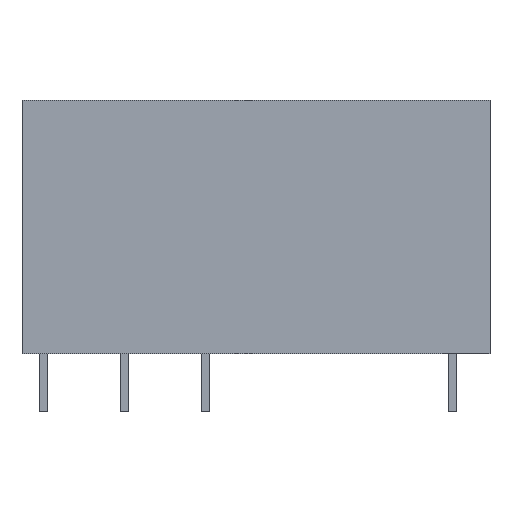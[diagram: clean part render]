
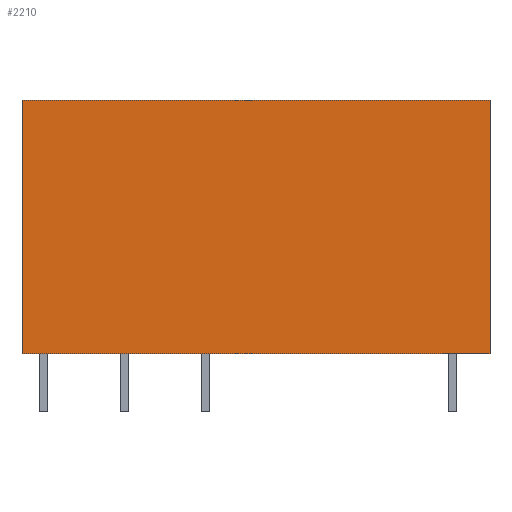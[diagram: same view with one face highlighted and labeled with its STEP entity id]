
A CAD part, left-side view. The second image highlights one B-rep face of the part: STEP entity #2210.
In plain terms, the highlighted face is planar.
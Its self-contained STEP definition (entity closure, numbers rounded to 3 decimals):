
#200=CARTESIAN_POINT('',(0.,-6.45,0.));
#210=VERTEX_POINT('',#200);
#240=CARTESIAN_POINT('',(0.,-6.45,0.));
#250=DIRECTION('',(0.,0.,-1.));
#260=VECTOR('',#250,1.);
#270=LINE('',#240,#260);
#280=CARTESIAN_POINT('',(0.,-6.45,-15.7));
#290=VERTEX_POINT('',#280);
#300=EDGE_CURVE('',#210,#290,#270,.T.);
#460=CARTESIAN_POINT('',(29.,-6.45,0.));
#470=DIRECTION('',(0.,0.,1.));
#480=VECTOR('',#470,1.);
#490=LINE('',#460,#480);
#500=CARTESIAN_POINT('',(29.,-6.45,-15.7));
#510=VERTEX_POINT('',#500);
#520=CARTESIAN_POINT('',(29.,-6.45,0.));
#530=VERTEX_POINT('',#520);
#540=EDGE_CURVE('',#510,#530,#490,.T.);
#1340=CARTESIAN_POINT('',(0.,-6.45,-15.7));
#1350=DIRECTION('',(1.,0.,0.));
#1360=VECTOR('',#1350,1.);
#1370=LINE('',#1340,#1360);
#1380=EDGE_CURVE('',#290,#510,#1370,.T.);
#2050=CARTESIAN_POINT('',(28.8,-6.45,0.));
#2060=DIRECTION('',(-0.,1.,0.));
#2070=DIRECTION('',(1.,0.,0.));
#2080=AXIS2_PLACEMENT_3D('',#2050,#2060,#2070);
#2090=PLANE('',#2080);
#2100=ORIENTED_EDGE('',*,*,#300,.T.);
#2110=CARTESIAN_POINT('',(0.,-6.45,0.));
#2120=DIRECTION('',(1.,0.,0.));
#2130=VECTOR('',#2120,1.);
#2140=LINE('',#2110,#2130);
#2150=EDGE_CURVE('',#210,#530,#2140,.T.);
#2160=ORIENTED_EDGE('',*,*,#2150,.F.);
#2170=ORIENTED_EDGE('',*,*,#540,.T.);
#2180=ORIENTED_EDGE('',*,*,#1380,.T.);
#2190=EDGE_LOOP('',(#2180,#2170,#2160,#2100));
#2200=FACE_OUTER_BOUND('',#2190,.T.);
#2210=ADVANCED_FACE('',(#2200),#2090,.F.);
